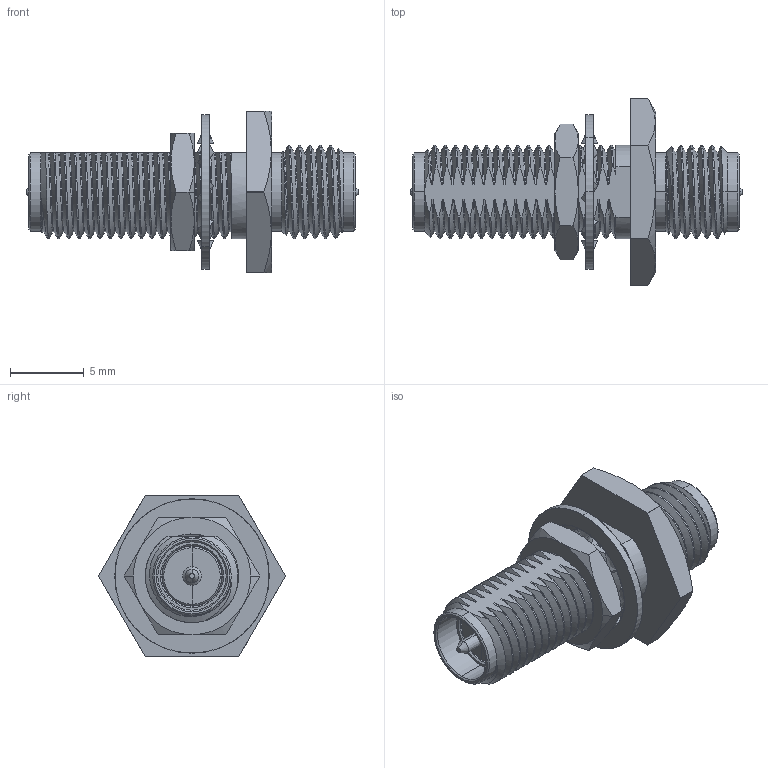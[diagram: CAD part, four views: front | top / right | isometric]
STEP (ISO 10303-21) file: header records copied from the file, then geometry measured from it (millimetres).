
FILE_DESCRIPTION (( 'STEP AP214' ), '1' );
FILE_NAME ('LCAD30035_3D.step', '2024-08-21T20:25:04', ( '' ), ( '' ), 'SwSTEP 2.0', 'SolidWorks 2022', '' );
FILE_SCHEMA (( 'AUTOMOTIVE_DESIGN' ));
Length unit declared in the file: inch
Products named in the file (4): LCAD30035_3D; Nut^LCAD30035; Washer^LCAD30035; LCAD30035^LCAD30035
Assembly tree (3 placements, depth 2):
  LCAD30035_3D
    LCAD30035^LCAD30035
    Nut^LCAD30035
    Washer^LCAD30035
Bounding box: 22.58 x 12.69 x 11 mm (x, y, z)
Volume: 846.4 mm3; surface area: 2018.4 mm2
Topology: 10 solids, 10 shells, 302 faces, 788 edges, 512 vertices
Faces by surface type: cylinder 98, bspline 96, cone 59, plane 49
Entity records: 44972 total; most frequent: CARTESIAN_POINT 37175, ORIENTED_EDGE 1576, DIRECTION 1057, EDGE_CURVE 788, VERTEX_POINT 512, AXIS2_PLACEMENT_3D 388, EDGE_LOOP 326, FACE_OUTER_BOUND 302
